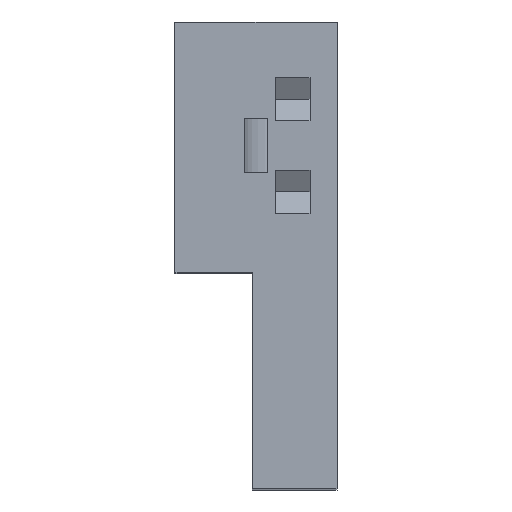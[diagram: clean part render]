
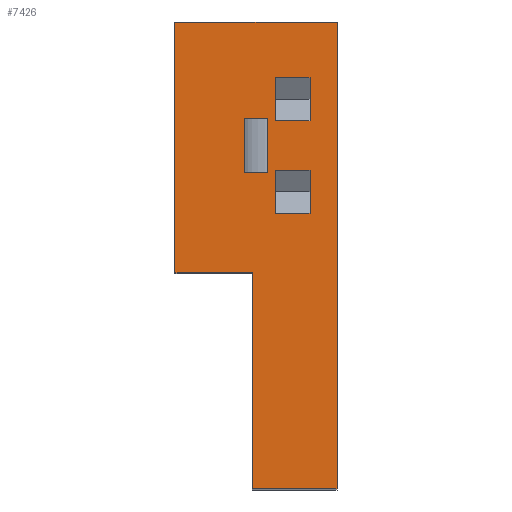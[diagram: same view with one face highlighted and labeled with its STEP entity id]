
A CAD part, top view. The second image highlights one B-rep face of the part: STEP entity #7426.
In plain terms, the highlighted planar face has unit normal (0, 0, 1).
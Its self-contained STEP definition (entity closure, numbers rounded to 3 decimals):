
#19 = VERTEX_POINT ( 'NONE', #4178 ) ;
#148 = FACE_BOUND ( 'NONE', #6715, .T. ) ;
#171 = VECTOR ( 'NONE', #3182, 1000. ) ;
#269 = VERTEX_POINT ( 'NONE', #460 ) ;
#321 = CARTESIAN_POINT ( 'NONE',  ( 3., 35.7, 47. ) ) ;
#460 = CARTESIAN_POINT ( 'NONE',  ( 11., 60.5, 47. ) ) ;
#474 = VECTOR ( 'NONE', #3318, 1000. ) ;
#478 = DIRECTION ( 'NONE',  ( 0., 0., 1. ) ) ;
#490 = VECTOR ( 'NONE', #6820, 1000. ) ;
#627 = ORIENTED_EDGE ( 'NONE', *, *, #8750, .T. ) ;
#678 = EDGE_CURVE ( 'NONE', #1878, #2639, #8354, .T. ) ;
#696 = CARTESIAN_POINT ( 'NONE',  ( -1., 48., 47. ) ) ;
#833 = EDGE_CURVE ( 'NONE', #2241, #6662, #7804, .T. ) ;
#905 = LINE ( 'NONE', #7679, #7404 ) ;
#922 = LINE ( 'NONE', #7692, #7320 ) ;
#930 = ORIENTED_EDGE ( 'NONE', *, *, #8313, .F. ) ;
#1220 = LINE ( 'NONE', #3608, #6733 ) ;
#1429 = DIRECTION ( 'NONE',  ( -1., 0., 0. ) ) ;
#1545 = EDGE_CURVE ( 'NONE', #3880, #1687, #1850, .T. ) ;
#1687 = VERTEX_POINT ( 'NONE', #5201 ) ;
#1759 = LINE ( 'NONE', #8006, #4948 ) ;
#1844 = ORIENTED_EDGE ( 'NONE', *, *, #7620, .T. ) ;
#1850 = LINE ( 'NONE', #696, #3985 ) ;
#1878 = VERTEX_POINT ( 'NONE', #3863 ) ;
#1882 = LINE ( 'NONE', #3348, #4007 ) ;
#1934 = VERTEX_POINT ( 'NONE', #4555 ) ;
#1936 = CARTESIAN_POINT ( 'NONE',  ( 11., 60.5, 47. ) ) ;
#2210 = VECTOR ( 'NONE', #7519, 1000. ) ;
#2211 = LINE ( 'NONE', #6374, #7623 ) ;
#2241 = VERTEX_POINT ( 'NONE', #7104 ) ;
#2293 = EDGE_CURVE ( 'NONE', #1687, #5961, #7389, .T. ) ;
#2342 = EDGE_LOOP ( 'NONE', ( #5147, #6835, #930, #8212 ) ) ;
#2360 = CARTESIAN_POINT ( 'NONE',  ( 2., 41., 47. ) ) ;
#2364 = DIRECTION ( 'NONE',  ( 0., -1., 0. ) ) ;
#2394 = EDGE_CURVE ( 'NONE', #6662, #8768, #8243, .T. ) ;
#2415 = EDGE_CURVE ( 'NONE', #3718, #1878, #8337, .T. ) ;
#2639 = VERTEX_POINT ( 'NONE', #6185 ) ;
#2647 = CARTESIAN_POINT ( 'NONE',  ( 2., 48., 47. ) ) ;
#2809 = VECTOR ( 'NONE', #7196, 1000. ) ;
#2832 = FACE_OUTER_BOUND ( 'NONE', #5628, .T. ) ;
#2882 = LINE ( 'NONE', #4015, #8227 ) ;
#2888 = CARTESIAN_POINT ( 'NONE',  ( 3., 53.3, 47. ) ) ;
#2907 = VECTOR ( 'NONE', #3110, 1000. ) ;
#2974 = DIRECTION ( 'NONE',  ( 1., 0., 0. ) ) ;
#3068 = ORIENTED_EDGE ( 'NONE', *, *, #2415, .F. ) ;
#3073 = DIRECTION ( 'NONE',  ( 1., 0., 0. ) ) ;
#3095 = CARTESIAN_POINT ( 'NONE',  ( 7.5, 53.3, 47. ) ) ;
#3110 = DIRECTION ( 'NONE',  ( 1., 0., 0. ) ) ;
#3117 = VECTOR ( 'NONE', #3123, 1000. ) ;
#3123 = DIRECTION ( 'NONE',  ( 1., 0., 0. ) ) ;
#3153 = EDGE_CURVE ( 'NONE', #3697, #4795, #7430, .T. ) ;
#3182 = DIRECTION ( 'NONE',  ( 0., 1., 0. ) ) ;
#3318 = DIRECTION ( 'NONE',  ( 0., 1., 0. ) ) ;
#3348 = CARTESIAN_POINT ( 'NONE',  ( -10., 28., 47. ) ) ;
#3514 = DIRECTION ( 'NONE',  ( 1., 0., 0. ) ) ;
#3608 = CARTESIAN_POINT ( 'NONE',  ( -1., 41., 47. ) ) ;
#3661 = DIRECTION ( 'NONE',  ( 0., -1., 0. ) ) ;
#3691 = CARTESIAN_POINT ( 'NONE',  ( -1., 48., 47. ) ) ;
#3697 = VERTEX_POINT ( 'NONE', #3095 ) ;
#3718 = VERTEX_POINT ( 'NONE', #4488 ) ;
#3835 = EDGE_CURVE ( 'NONE', #7570, #2241, #4665, .T. ) ;
#3863 = CARTESIAN_POINT ( 'NONE',  ( 3., 35.7, 47. ) ) ;
#3880 = VERTEX_POINT ( 'NONE', #7574 ) ;
#3925 = CARTESIAN_POINT ( 'NONE',  ( 11., 0., 47. ) ) ;
#3957 = CARTESIAN_POINT ( 'NONE',  ( -10., 28., 47. ) ) ;
#3985 = VECTOR ( 'NONE', #1429, 1000. ) ;
#4007 = VECTOR ( 'NONE', #5323, 1000. ) ;
#4015 = CARTESIAN_POINT ( 'NONE',  ( 3., 53.3, 47. ) ) ;
#4133 = AXIS2_PLACEMENT_3D ( 'NONE', #4523, #478, #3073 ) ;
#4178 = CARTESIAN_POINT ( 'NONE',  ( 7.5, 41.3, 47. ) ) ;
#4282 = DIRECTION ( 'NONE',  ( 1., 0., 0. ) ) ;
#4362 = VERTEX_POINT ( 'NONE', #2888 ) ;
#4459 = EDGE_CURVE ( 'NONE', #19, #2639, #905, .T. ) ;
#4488 = CARTESIAN_POINT ( 'NONE',  ( 3., 41.3, 47. ) ) ;
#4523 = CARTESIAN_POINT ( 'NONE',  ( 0., 0., 47. ) ) ;
#4528 = CARTESIAN_POINT ( 'NONE',  ( 0., 0., 47. ) ) ;
#4555 = CARTESIAN_POINT ( 'NONE',  ( -10., 60.5, 47. ) ) ;
#4658 = FACE_BOUND ( 'NONE', #2342, .T. ) ;
#4665 = LINE ( 'NONE', #7604, #2210 ) ;
#4669 = DIRECTION ( 'NONE',  ( -1., 0., 0. ) ) ;
#4691 = ORIENTED_EDGE ( 'NONE', *, *, #6506, .T. ) ;
#4795 = VERTEX_POINT ( 'NONE', #5455 ) ;
#4948 = VECTOR ( 'NONE', #5299, 1000. ) ;
#5114 = ORIENTED_EDGE ( 'NONE', *, *, #4459, .T. ) ;
#5147 = ORIENTED_EDGE ( 'NONE', *, *, #2293, .F. ) ;
#5201 = CARTESIAN_POINT ( 'NONE',  ( -1., 48., 47. ) ) ;
#5284 = LINE ( 'NONE', #1936, #5582 ) ;
#5299 = DIRECTION ( 'NONE',  ( 0., -1., 0. ) ) ;
#5323 = DIRECTION ( 'NONE',  ( 0., -1., 0. ) ) ;
#5330 = CARTESIAN_POINT ( 'NONE',  ( 11., 0., 47. ) ) ;
#5334 = EDGE_CURVE ( 'NONE', #4362, #7558, #1759, .T. ) ;
#5455 = CARTESIAN_POINT ( 'NONE',  ( 7.5, 47.7, 47. ) ) ;
#5582 = VECTOR ( 'NONE', #4669, 1000. ) ;
#5586 = EDGE_CURVE ( 'NONE', #5961, #8028, #1220, .T. ) ;
#5628 = EDGE_LOOP ( 'NONE', ( #7217, #8628, #1844, #7730, #8427, #8307 ) ) ;
#5672 = VECTOR ( 'NONE', #5876, 1000. ) ;
#5872 = PLANE ( 'NONE',  #4133 ) ;
#5876 = DIRECTION ( 'NONE',  ( 0., -1., 0. ) ) ;
#5961 = VERTEX_POINT ( 'NONE', #6082 ) ;
#5978 = CARTESIAN_POINT ( 'NONE',  ( 0., 0., 47. ) ) ;
#6082 = CARTESIAN_POINT ( 'NONE',  ( -1., 41., 47. ) ) ;
#6152 = ORIENTED_EDGE ( 'NONE', *, *, #678, .F. ) ;
#6185 = CARTESIAN_POINT ( 'NONE',  ( 7.5, 35.7, 47. ) ) ;
#6374 = CARTESIAN_POINT ( 'NONE',  ( 3., 47.7, 47. ) ) ;
#6428 = LINE ( 'NONE', #3925, #474 ) ;
#6465 = LINE ( 'NONE', #2647, #171 ) ;
#6506 = EDGE_CURVE ( 'NONE', #3718, #19, #922, .T. ) ;
#6662 = VERTEX_POINT ( 'NONE', #5978 ) ;
#6715 = EDGE_LOOP ( 'NONE', ( #8835, #627, #7636, #7473 ) ) ;
#6733 = VECTOR ( 'NONE', #2974, 1000. ) ;
#6820 = DIRECTION ( 'NONE',  ( 0., -1., 0. ) ) ;
#6835 = ORIENTED_EDGE ( 'NONE', *, *, #1545, .F. ) ;
#7030 = EDGE_CURVE ( 'NONE', #7558, #4795, #2211, .T. ) ;
#7104 = CARTESIAN_POINT ( 'NONE',  ( 0., 28., 47. ) ) ;
#7161 = CARTESIAN_POINT ( 'NONE',  ( 0., 0., 47. ) ) ;
#7196 = DIRECTION ( 'NONE',  ( 0., -1., 0. ) ) ;
#7217 = ORIENTED_EDGE ( 'NONE', *, *, #833, .T. ) ;
#7307 = CARTESIAN_POINT ( 'NONE',  ( 3., 47.7, 47. ) ) ;
#7320 = VECTOR ( 'NONE', #3514, 1000. ) ;
#7372 = DIRECTION ( 'NONE',  ( 1., 0., 0. ) ) ;
#7389 = LINE ( 'NONE', #3691, #8559 ) ;
#7404 = VECTOR ( 'NONE', #2364, 1000. ) ;
#7426 = ADVANCED_FACE ( 'NONE', ( #8167, #148, #4658, #2832 ), #5872, .T. ) ;
#7430 = LINE ( 'NONE', #8777, #490 ) ;
#7473 = ORIENTED_EDGE ( 'NONE', *, *, #7030, .F. ) ;
#7519 = DIRECTION ( 'NONE',  ( 1., 0., 0. ) ) ;
#7544 = EDGE_CURVE ( 'NONE', #269, #1934, #5284, .T. ) ;
#7558 = VERTEX_POINT ( 'NONE', #7307 ) ;
#7570 = VERTEX_POINT ( 'NONE', #3957 ) ;
#7574 = CARTESIAN_POINT ( 'NONE',  ( 2., 48., 47. ) ) ;
#7595 = EDGE_CURVE ( 'NONE', #1934, #7570, #1882, .T. ) ;
#7604 = CARTESIAN_POINT ( 'NONE',  ( 0., 28., 47. ) ) ;
#7620 = EDGE_CURVE ( 'NONE', #8768, #269, #6428, .T. ) ;
#7623 = VECTOR ( 'NONE', #4282, 1000. ) ;
#7636 = ORIENTED_EDGE ( 'NONE', *, *, #3153, .T. ) ;
#7679 = CARTESIAN_POINT ( 'NONE',  ( 7.5, 41.3, 47. ) ) ;
#7692 = CARTESIAN_POINT ( 'NONE',  ( 3., 41.3, 47. ) ) ;
#7730 = ORIENTED_EDGE ( 'NONE', *, *, #7544, .T. ) ;
#7750 = EDGE_LOOP ( 'NONE', ( #3068, #4691, #5114, #6152 ) ) ;
#7804 = LINE ( 'NONE', #4528, #5672 ) ;
#7818 = CARTESIAN_POINT ( 'NONE',  ( 3., 41.3, 47. ) ) ;
#8006 = CARTESIAN_POINT ( 'NONE',  ( 3., 47.7, 47. ) ) ;
#8028 = VERTEX_POINT ( 'NONE', #2360 ) ;
#8167 = FACE_BOUND ( 'NONE', #7750, .T. ) ;
#8212 = ORIENTED_EDGE ( 'NONE', *, *, #5586, .F. ) ;
#8227 = VECTOR ( 'NONE', #7372, 1000. ) ;
#8243 = LINE ( 'NONE', #7161, #3117 ) ;
#8307 = ORIENTED_EDGE ( 'NONE', *, *, #3835, .T. ) ;
#8313 = EDGE_CURVE ( 'NONE', #8028, #3880, #6465, .T. ) ;
#8337 = LINE ( 'NONE', #7818, #2809 ) ;
#8354 = LINE ( 'NONE', #321, #2907 ) ;
#8427 = ORIENTED_EDGE ( 'NONE', *, *, #7595, .T. ) ;
#8559 = VECTOR ( 'NONE', #3661, 1000. ) ;
#8628 = ORIENTED_EDGE ( 'NONE', *, *, #2394, .T. ) ;
#8750 = EDGE_CURVE ( 'NONE', #4362, #3697, #2882, .T. ) ;
#8768 = VERTEX_POINT ( 'NONE', #5330 ) ;
#8777 = CARTESIAN_POINT ( 'NONE',  ( 7.5, 47.7, 47. ) ) ;
#8835 = ORIENTED_EDGE ( 'NONE', *, *, #5334, .F. ) ;
